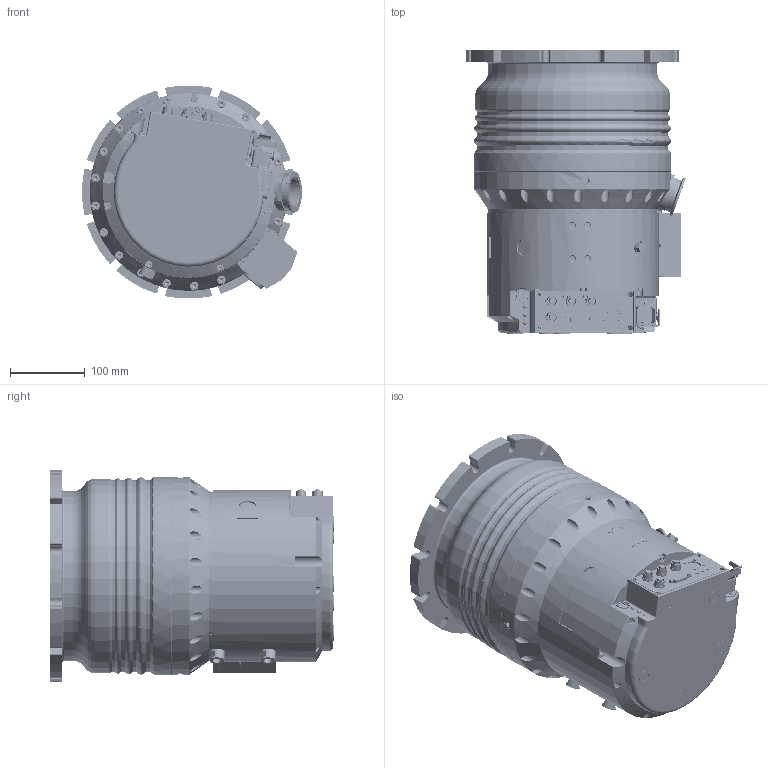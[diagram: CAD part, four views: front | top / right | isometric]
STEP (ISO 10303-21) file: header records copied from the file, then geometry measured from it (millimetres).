
FILE_DESCRIPTION(/* description */ ('-'),/* implementation_level */ '2;1');
FILE_NAME(/* name */ 'PM 902 114 B.stp',/* time_stamp */ '2022-06-01T14:17:32+02:00',/* author */ ('HAHN-D'),/* organization */ (''),/* preprocessor_version */ 'ST-DEVELOPER v18.1',/* originating_system */ 'Autodesk Inventor 2021',/* authorisation */ '');
FILE_SCHEMA (('AUTOMOTIVE_DESIGN { 1 0 10303 214 3 1 1 }'));
Products named in the file (1): PM902114B.ipt
Bounding box: 293.43 x 378.3 x 284.31 mm (x, y, z)
Volume: 16178010 mm3; surface area: 754112.9 mm2
Topology: 1 solids, 106 shells, 3516 faces, 8753 edges, 5714 vertices
Faces by surface type: plane 1697, cylinder 993, bspline 410, cone 271, torus 135, sphere 10
Full cylindrical faces by diameter (mm): 0.4 x3, 0.5 x3, 0.507 x2, 0.8 x3, 0.95 x1, 1.05 x1, 1.5 x1, 1.6 x2, 2 x2, 2.4 x1, 2.459 x4, 2.5 x4, 2.7 x2, 2.874 x2, 3 x11, 3.1 x4, 3.2 x2, 3.242 x7, 3.4 x10, 3.5 x7, 3.838 x3, 4 x11, 4.3 x7, 4.5 x18, 4.8 x5, 4.9 x3, 4.917 x20, 5 x6, 5.1 x4, 5.5 x4
Entity records: 128613 total; most frequent: CARTESIAN_POINT 43108, ORIENTED_EDGE 17410, DIRECTION 15926, EDGE_CURVE 8705, AXIS2_PLACEMENT_3D 5846, VERTEX_POINT 5714, LINE 4234, VECTOR 4234
